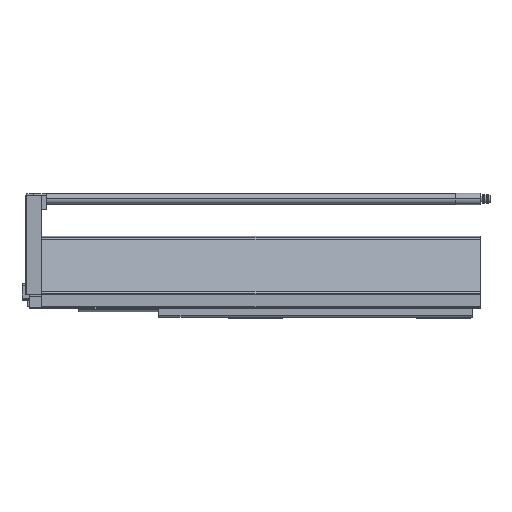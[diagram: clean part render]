
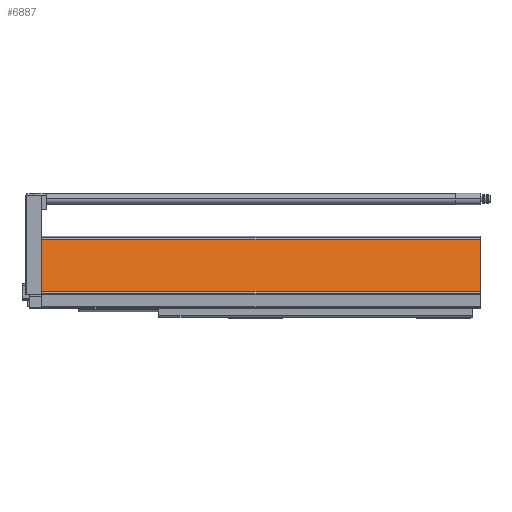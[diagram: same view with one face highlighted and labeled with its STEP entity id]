
A CAD part, top view. The second image highlights one B-rep face of the part: STEP entity #6887.
In plain terms, the highlighted planar face has unit normal (0, 0.208, 0.978).
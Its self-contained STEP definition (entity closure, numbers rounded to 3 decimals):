
#29 = FACE_OUTER_BOUND ( 'NONE', #11461, .T. ) ;
#397 = CARTESIAN_POINT ( 'NONE',  ( 0., 17.084, 34.466 ) ) ;
#672 = VECTOR ( 'NONE', #5835, 1000. ) ;
#817 = PLANE ( 'NONE',  #6712 ) ;
#1114 = CARTESIAN_POINT ( 'NONE',  ( -525.5, 80.422, 21.003 ) ) ;
#1333 = EDGE_CURVE ( 'NONE', #11707, #8295, #8845, .T. ) ;
#2471 = DIRECTION ( 'NONE',  ( 0., -0.978, 0.208 ) ) ;
#3128 = CARTESIAN_POINT ( 'NONE',  ( 0., 80.422, 21.003 ) ) ;
#3165 = VECTOR ( 'NONE', #7335, 1000. ) ;
#3701 = CARTESIAN_POINT ( 'NONE',  ( -542., 80.422, 21.003 ) ) ;
#4262 = VERTEX_POINT ( 'NONE', #397 ) ;
#4542 = CARTESIAN_POINT ( 'NONE',  ( -542., 80.422, 21.003 ) ) ;
#5035 = CARTESIAN_POINT ( 'NONE',  ( 0., 80.422, 21.003 ) ) ;
#5042 = DIRECTION ( 'NONE',  ( 0., -0.978, 0.208 ) ) ;
#5298 = EDGE_CURVE ( 'NONE', #8295, #4262, #6555, .T. ) ;
#5533 = CARTESIAN_POINT ( 'NONE',  ( 0., 17.084, 34.466 ) ) ;
#5556 = ORIENTED_EDGE ( 'NONE', *, *, #9319, .F. ) ;
#5564 = DIRECTION ( 'NONE',  ( 1., 0., 0. ) ) ;
#5835 = DIRECTION ( 'NONE',  ( 0., -0.978, 0.208 ) ) ;
#5935 = CARTESIAN_POINT ( 'NONE',  ( -525.5, 80.422, 21.003 ) ) ;
#6555 = LINE ( 'NONE', #5533, #3165 ) ;
#6712 = AXIS2_PLACEMENT_3D ( 'NONE', #3701, #9326, #2471 ) ;
#6887 = ADVANCED_FACE ( 'NONE', ( #29 ), #817, .T. ) ;
#7011 = VERTEX_POINT ( 'NONE', #5035 ) ;
#7075 = LINE ( 'NONE', #3128, #672 ) ;
#7335 = DIRECTION ( 'NONE',  ( 1., 0., 0. ) ) ;
#8295 = VERTEX_POINT ( 'NONE', #10874 ) ;
#8641 = ORIENTED_EDGE ( 'NONE', *, *, #1333, .T. ) ;
#8779 = ORIENTED_EDGE ( 'NONE', *, *, #8911, .F. ) ;
#8845 = LINE ( 'NONE', #5935, #11883 ) ;
#8911 = EDGE_CURVE ( 'NONE', #7011, #4262, #7075, .T. ) ;
#9319 = EDGE_CURVE ( 'NONE', #11707, #7011, #11842, .T. ) ;
#9326 = DIRECTION ( 'NONE',  ( 0., 0.208, 0.978 ) ) ;
#10194 = ORIENTED_EDGE ( 'NONE', *, *, #5298, .T. ) ;
#10874 = CARTESIAN_POINT ( 'NONE',  ( -525.5, 17.084, 34.466 ) ) ;
#10907 = VECTOR ( 'NONE', #5564, 1000. ) ;
#11461 = EDGE_LOOP ( 'NONE', ( #5556, #8641, #10194, #8779 ) ) ;
#11707 = VERTEX_POINT ( 'NONE', #1114 ) ;
#11842 = LINE ( 'NONE', #4542, #10907 ) ;
#11883 = VECTOR ( 'NONE', #5042, 1000. ) ;
